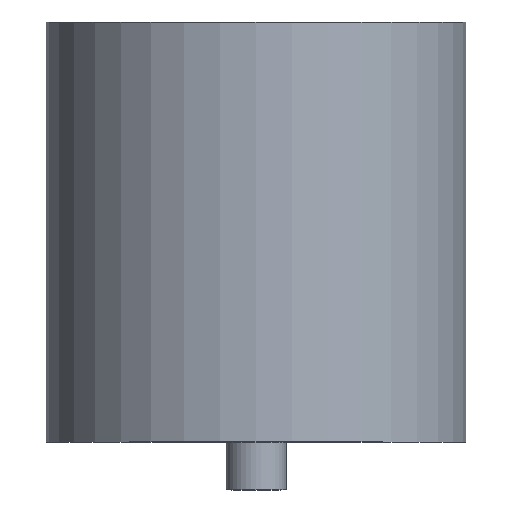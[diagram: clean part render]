
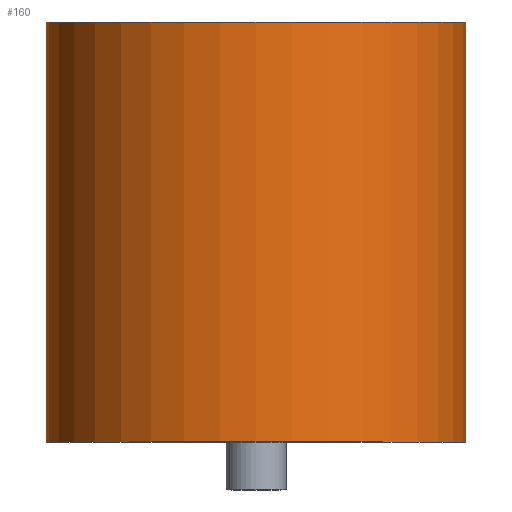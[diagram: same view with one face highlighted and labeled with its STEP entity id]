
A CAD part, front view. The second image highlights one B-rep face of the part: STEP entity #160.
In plain terms, the highlighted cylindrical face has radius 3.5 mm (diameter 7 mm), a full revolution.
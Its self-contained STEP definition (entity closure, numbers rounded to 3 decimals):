
#40=CYLINDRICAL_SURFACE('',#188,3.5);
#44=ORIENTED_EDGE('',*,*,#80,.T.);
#45=ORIENTED_EDGE('',*,*,#81,.F.);
#80=EDGE_CURVE('',#98,#98,#112,.T.);
#81=EDGE_CURVE('',#99,#99,#113,.T.);
#98=VERTEX_POINT('',#252);
#99=VERTEX_POINT('',#254);
#112=CIRCLE('',#189,3.5);
#113=CIRCLE('',#190,3.5);
#120=EDGE_LOOP('',(#44));
#121=EDGE_LOOP('',(#45));
#137=FACE_BOUND('',#120,.T.);
#138=FACE_BOUND('',#121,.T.);
#160=ADVANCED_FACE('',(#137,#138),#40,.T.);
#188=AXIS2_PLACEMENT_3D('',#250,#211,#212);
#189=AXIS2_PLACEMENT_3D('',#251,#213,#214);
#190=AXIS2_PLACEMENT_3D('',#253,#215,#216);
#211=DIRECTION('',(1.,0.,0.));
#212=DIRECTION('',(0.,0.,1.));
#213=DIRECTION('',(-1.,0.,0.));
#214=DIRECTION('',(0.,0.,1.));
#215=DIRECTION('',(-1.,0.,0.));
#216=DIRECTION('',(0.,0.,1.));
#250=CARTESIAN_POINT('',(0.,0.,0.));
#251=CARTESIAN_POINT('',(7.8,0.,0.));
#252=CARTESIAN_POINT('',(7.8,0.,3.5));
#253=CARTESIAN_POINT('',(0.8,0.,0.));
#254=CARTESIAN_POINT('',(0.8,0.,3.5));
